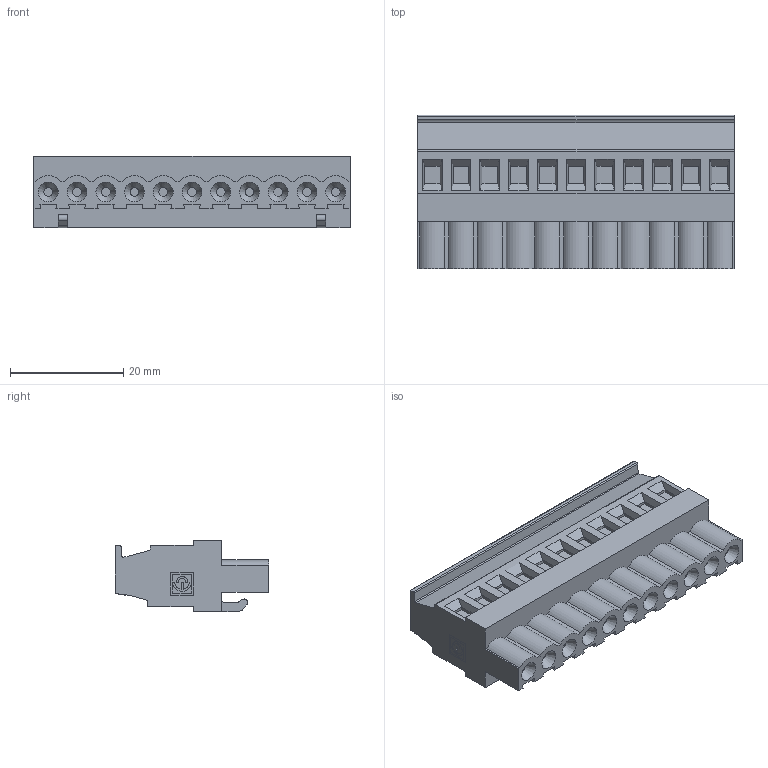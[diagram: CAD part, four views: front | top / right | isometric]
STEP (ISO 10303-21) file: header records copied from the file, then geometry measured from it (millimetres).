
FILE_DESCRIPTION(('STEP AP214'),'1');
FILE_NAME('SV11-5,08-P.stp','2020-05-11T07:25:19',(' '),(' '),'Spatial InterOp 3D',' ',' ');
FILE_SCHEMA(('automotive_design'));
Length unit declared in the file: metre
Products named in the file (1): 1
Bounding box: 55.88 x 27.1 x 12.7 mm (x, y, z)
Volume: 12512 mm3; surface area: 5999.2 mm2
Topology: 1 solids, 1 shells, 354 faces, 894 edges, 579 vertices
Faces by surface type: plane 279, cylinder 63, cone 11, extrusion 1
Full cylindrical faces by diameter (mm): 1.6 x11, 4 x11
Entity records: 12976 total; most frequent: CARTESIAN_POINT 1790, DIRECTION 1695, ORIENTED_EDGE 1678, EDGE_CURVE 839, VECTOR 647, LINE 646, VERTEX_POINT 557, AXIS2_PLACEMENT_3D 524
